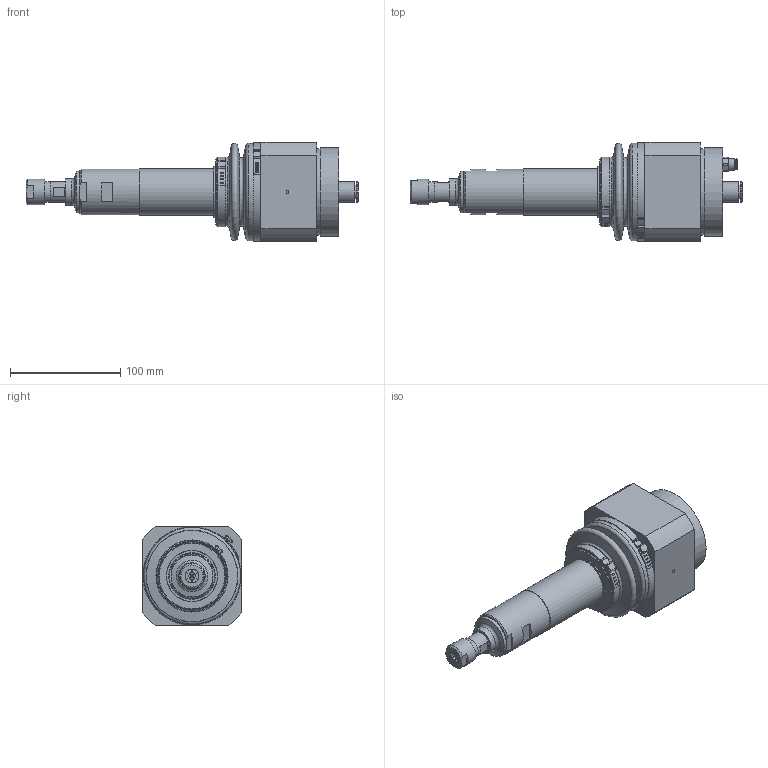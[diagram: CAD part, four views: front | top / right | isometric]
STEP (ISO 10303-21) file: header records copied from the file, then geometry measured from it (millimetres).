
FILE_DESCRIPTION(/* description */ (''),/* implementation_level */ '2;1');
FILE_NAME(/* name */ 'ESR 10_60050937.stp',/* time_stamp */ '2015-03-16T15:16:02+01:00',/* author */ ('ibasyouni'),/* organization */ (''),/* preprocessor_version */ 'ST-DEVELOPER v15.2',/* originating_system */ 'Autodesk Inventor 2014',/* authorisation */ '');
FILE_SCHEMA (('CONFIG_CONTROL_DESIGN'));
Length unit declared in the file: millimetre
Products named in the file (1): ESR 10_60050937
Bounding box: 300.63 x 90 x 90 mm (x, y, z)
Volume: 810418.3 mm3; surface area: 118229.7 mm2
Topology: 1 solids, 11 shells, 486 faces, 1268 edges, 815 vertices
Faces by surface type: plane 223, cylinder 148, cone 102, torus 13
Full cylindrical faces by diameter (mm): 1.6 x1, 2.5 x1, 4.917 x4, 6 x4, 7.2 x1, 8.565 x1, 8.566 x2, 9.9 x1, 10.5 x1, 10.6 x1, 12 x1, 13.2 x1, 17.917 x1, 18.5 x2, 18.98 x1, 19 x3, 19.5 x1, 23 x1, 24 x1, 36 x2, 38 x1, 41.5 x1, 42 x1, 46 x1, 46.5 x1, 59.5 x1, 60 x4, 62 x1, 65 x1, 70 x1
Entity records: 14821 total; most frequent: CARTESIAN_POINT 3072, DIRECTION 2388, ORIENTED_EDGE 2262, EDGE_CURVE 1130, AXIS2_PLACEMENT_3D 976, VERTEX_POINT 770, EDGE_LOOP 638, CIRCLE 489
